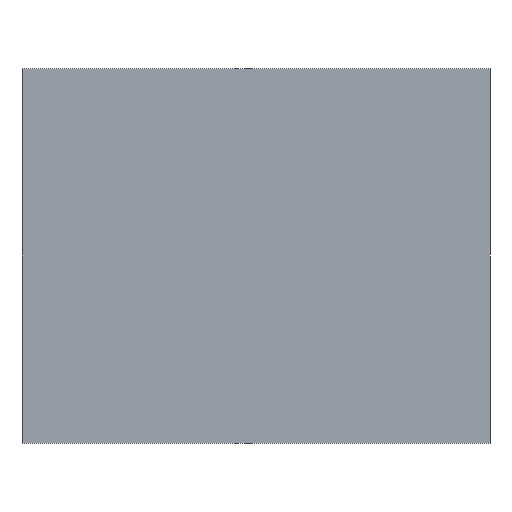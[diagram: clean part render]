
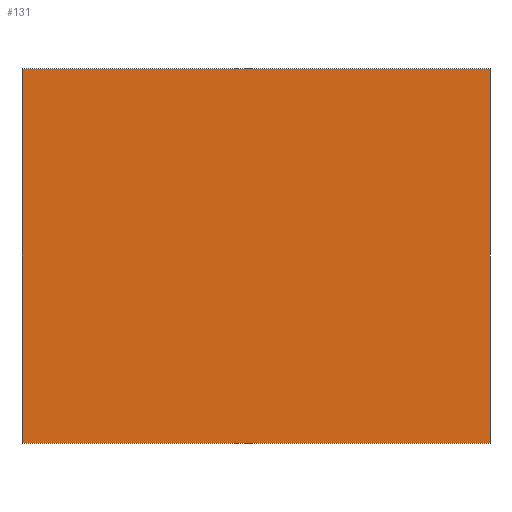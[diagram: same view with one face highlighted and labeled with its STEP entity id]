
A CAD part, front view. The second image highlights one B-rep face of the part: STEP entity #131.
In plain terms, the highlighted planar face has unit normal (0, -1, 0).
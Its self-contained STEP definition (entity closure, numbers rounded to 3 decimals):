
#22=PLANE('',#155);
#30=FACE_OUTER_BOUND('',#39,.T.);
#39=EDGE_LOOP('',(#119,#120,#121,#122));
#41=LINE('',#202,#54);
#45=LINE('',#210,#58);
#48=LINE('',#216,#61);
#51=LINE('',#221,#64);
#54=VECTOR('',#169,10.);
#58=VECTOR('',#175,10.);
#61=VECTOR('',#180,10.);
#64=VECTOR('',#185,10.);
#70=VERTEX_POINT('',#200);
#71=VERTEX_POINT('',#201);
#74=VERTEX_POINT('',#209);
#76=VERTEX_POINT('',#215);
#81=EDGE_CURVE('',#70,#71,#41,.T.);
#85=EDGE_CURVE('',#71,#74,#45,.T.);
#88=EDGE_CURVE('',#74,#76,#48,.T.);
#91=EDGE_CURVE('',#76,#70,#51,.T.);
#119=ORIENTED_EDGE('',*,*,#91,.T.);
#120=ORIENTED_EDGE('',*,*,#81,.T.);
#121=ORIENTED_EDGE('',*,*,#85,.T.);
#122=ORIENTED_EDGE('',*,*,#88,.T.);
#131=ADVANCED_FACE('',(#30),#22,.F.);
#155=AXIS2_PLACEMENT_3D('',#224,#189,#190);
#169=DIRECTION('',(0.,0.,-1.));
#175=DIRECTION('',(1.,0.,0.));
#180=DIRECTION('',(0.,0.,1.));
#185=DIRECTION('',(-1.,0.,0.));
#189=DIRECTION('center_axis',(0.,1.,0.));
#190=DIRECTION('ref_axis',(1.,0.,0.));
#200=CARTESIAN_POINT('',(0.,0.,1.6));
#201=CARTESIAN_POINT('',(0.,0.,0.));
#202=CARTESIAN_POINT('',(0.,0.,1.6));
#209=CARTESIAN_POINT('',(2.,0.,0.));
#210=CARTESIAN_POINT('',(0.,0.,0.));
#215=CARTESIAN_POINT('',(2.,0.,1.6));
#216=CARTESIAN_POINT('',(2.,0.,0.));
#221=CARTESIAN_POINT('',(2.,0.,1.6));
#224=CARTESIAN_POINT('Origin',(1.,0.,0.8));
